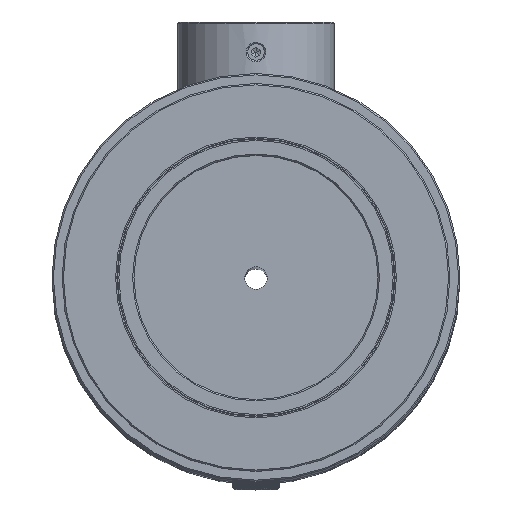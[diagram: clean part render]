
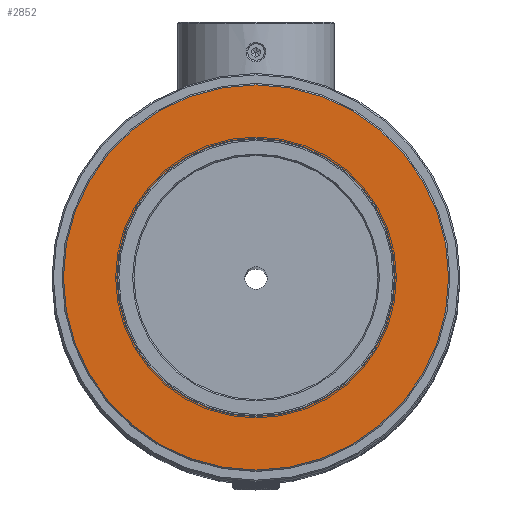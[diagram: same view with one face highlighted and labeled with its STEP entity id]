
A CAD part, top view. The second image highlights one B-rep face of the part: STEP entity #2852.
In plain terms, the highlighted planar face has unit normal (0, 0, 1).
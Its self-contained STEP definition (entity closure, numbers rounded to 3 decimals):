
#661=FACE_BOUND('',#4765,.T.);
#662=FACE_BOUND('',#4766,.T.);
#1034=PLANE('',#16129);
#2852=ADVANCED_FACE('',(#661,#662),#1034,.T.);
#4765=EDGE_LOOP('',(#10944));
#4766=EDGE_LOOP('',(#10945));
#10944=ORIENTED_EDGE('',*,*,#14539,.T.);
#10945=ORIENTED_EDGE('',*,*,#14540,.T.);
#12415=VERTEX_POINT('',#37435);
#12416=VERTEX_POINT('',#37437);
#14539=EDGE_CURVE('',#12415,#12415,#15006,.T.);
#14540=EDGE_CURVE('',#12416,#12416,#15007,.T.);
#15006=CIRCLE('',#16127,20.7);
#15007=CIRCLE('',#16128,28.8);
#16127=AXIS2_PLACEMENT_3D('',#37434,#19401,#19402);
#16128=AXIS2_PLACEMENT_3D('',#37436,#19403,#19404);
#16129=AXIS2_PLACEMENT_3D('',#37438,#19405,#19406);
#19401=DIRECTION('',(0.,0.,-1.));
#19402=DIRECTION('',(1.,0.,0.));
#19403=DIRECTION('',(0.,0.,1.));
#19404=DIRECTION('',(1.,0.,0.));
#19405=DIRECTION('',(0.,0.,1.));
#19406=DIRECTION('',(-1.,0.,0.));
#37434=CARTESIAN_POINT('',(0.,0.,272.189));
#37435=CARTESIAN_POINT('',(20.7,0.,272.189));
#37436=CARTESIAN_POINT('',(0.,0.,272.189));
#37437=CARTESIAN_POINT('',(28.8,0.,272.189));
#37438=CARTESIAN_POINT('',(0.,29.,272.189));
